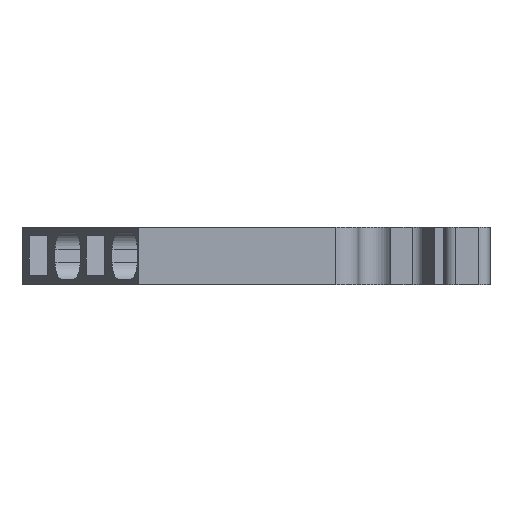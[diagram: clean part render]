
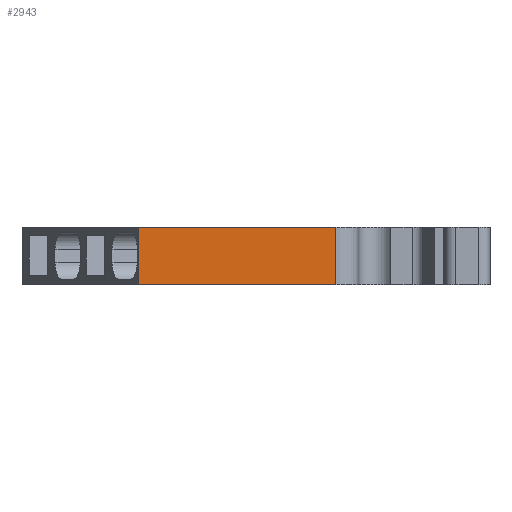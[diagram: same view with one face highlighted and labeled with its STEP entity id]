
A CAD part, left-side view. The second image highlights one B-rep face of the part: STEP entity #2943.
In plain terms, the highlighted planar face has unit normal (-1, 0, 0).
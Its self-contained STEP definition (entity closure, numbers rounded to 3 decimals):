
#179=DIRECTION('',(0.,-1.,0.));
#180=VECTOR('',#179,17.335);
#181=CARTESIAN_POINT('',(-25.1,10.335,-2.5));
#182=LINE('',#181,#180);
#636=DIRECTION('',(0.,0.,1.));
#637=VECTOR('',#636,5.);
#638=CARTESIAN_POINT('',(-25.1,-7.,-2.5));
#639=LINE('',#638,#637);
#640=DIRECTION('',(0.,0.,1.));
#641=VECTOR('',#640,5.);
#642=CARTESIAN_POINT('',(-25.1,10.335,-2.5));
#643=LINE('',#642,#641);
#1061=DIRECTION('',(0.,-1.,0.));
#1062=VECTOR('',#1061,17.335);
#1063=CARTESIAN_POINT('',(-25.1,10.335,2.5));
#1064=LINE('',#1063,#1062);
#1685=CARTESIAN_POINT('',(-25.1,10.335,-2.5));
#1686=VERTEX_POINT('',#1685);
#1687=CARTESIAN_POINT('',(-25.1,-7.,-2.5));
#1688=VERTEX_POINT('',#1687);
#1833=CARTESIAN_POINT('',(-25.1,10.335,2.5));
#1834=VERTEX_POINT('',#1833);
#1835=CARTESIAN_POINT('',(-25.1,-7.,2.5));
#1836=VERTEX_POINT('',#1835);
#2930=CARTESIAN_POINT('',(-25.1,10.335,-2.5));
#2931=DIRECTION('',(-1.,0.,0.));
#2932=DIRECTION('',(0.,-1.,0.));
#2933=AXIS2_PLACEMENT_3D('',#2930,#2931,#2932);
#2934=PLANE('',#2933);
#2935=ORIENTED_EDGE('',*,*,#2182,.F.);
#2937=ORIENTED_EDGE('',*,*,#2936,.T.);
#2939=ORIENTED_EDGE('',*,*,#2938,.T.);
#2940=ORIENTED_EDGE('',*,*,#2922,.F.);
#2941=EDGE_LOOP('',(#2935,#2937,#2939,#2940));
#2942=FACE_OUTER_BOUND('',#2941,.F.);
#2182=EDGE_CURVE('',#1686,#1688,#182,.T.);
#2922=EDGE_CURVE('',#1688,#1836,#639,.T.);
#2936=EDGE_CURVE('',#1686,#1834,#643,.T.);
#2938=EDGE_CURVE('',#1834,#1836,#1064,.T.);
#2943=ADVANCED_FACE('',(#2942),#2934,.T.);
